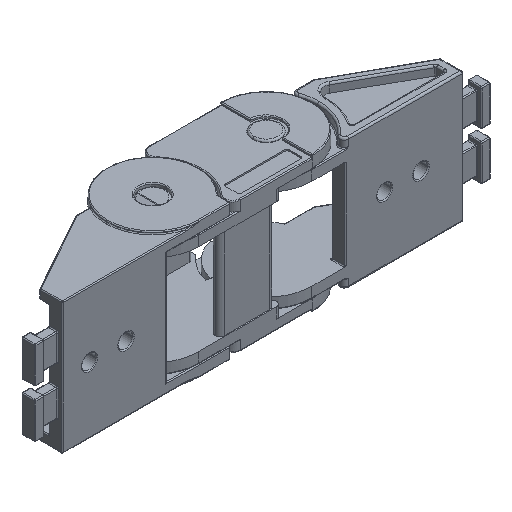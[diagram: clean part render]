
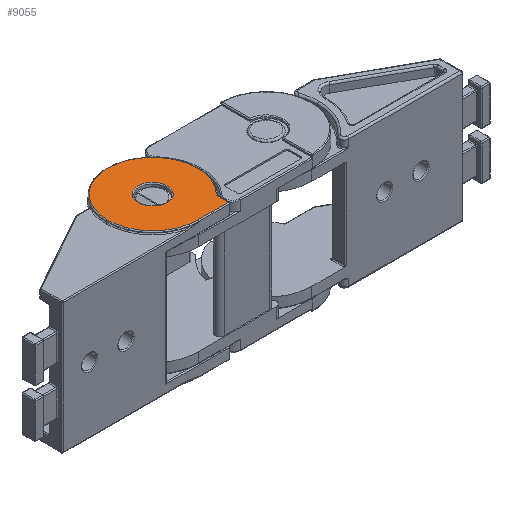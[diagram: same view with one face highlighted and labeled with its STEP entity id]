
A CAD part, isometric view. The second image highlights one B-rep face of the part: STEP entity #9055.
In plain terms, the highlighted planar face has unit normal (0, 0, 1).
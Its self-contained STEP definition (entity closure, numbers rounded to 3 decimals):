
#1 = LINE ( 'NONE', #20073, #1008 ) ;
#772 = ORIENTED_EDGE ( 'NONE', *, *, #20256, .T. ) ;
#1008 = VECTOR ( 'NONE', #15225, 1000. ) ;
#1699 = AXIS2_PLACEMENT_3D ( 'NONE', #20936, #11454, #16351 ) ;
#2290 = EDGE_CURVE ( 'NONE', #12103, #4488, #10981, .T. ) ;
#3157 = CARTESIAN_POINT ( 'NONE',  ( -5.8, -9.9, 7.9 ) ) ;
#3176 = CARTESIAN_POINT ( 'NONE',  ( -15.8, 0., 7.9 ) ) ;
#3230 = DIRECTION ( 'NONE',  ( 1., 0., 0. ) ) ;
#3406 = DIRECTION ( 'NONE',  ( 1., 0., 0. ) ) ;
#3586 = EDGE_LOOP ( 'NONE', ( #14223, #10588, #11192, #8163, #772 ) ) ;
#3624 = FACE_BOUND ( 'NONE', #7277, .T. ) ;
#3670 = EDGE_CURVE ( 'NONE', #20826, #9082, #19051, .T. ) ;
#4082 = AXIS2_PLACEMENT_3D ( 'NONE', #16320, #18009, #8235 ) ;
#4119 = EDGE_CURVE ( 'NONE', #4488, #12103, #11719, .T. ) ;
#4488 = VERTEX_POINT ( 'NONE', #18737 ) ;
#6291 = CARTESIAN_POINT ( 'NONE',  ( -12.6, 0., 7.9 ) ) ;
#6360 = DIRECTION ( 'NONE',  ( 0., 0., -1. ) ) ;
#6634 = PLANE ( 'NONE',  #1699 ) ;
#6881 = CARTESIAN_POINT ( 'NONE',  ( -12.6, 0., 7.9 ) ) ;
#7277 = EDGE_LOOP ( 'NONE', ( #16766, #14427 ) ) ;
#7345 = DIRECTION ( 'NONE',  ( 0., 0., -1. ) ) ;
#8163 = ORIENTED_EDGE ( 'NONE', *, *, #3670, .T. ) ;
#8235 = DIRECTION ( 'NONE',  ( 1., 0., 0. ) ) ;
#8512 = CARTESIAN_POINT ( 'NONE',  ( -22.5, 0., 7.9 ) ) ;
#8813 = AXIS2_PLACEMENT_3D ( 'NONE', #19823, #10120, #15329 ) ;
#8898 = VERTEX_POINT ( 'NONE', #19038 ) ;
#9055 = ADVANCED_FACE ( 'NONE', ( #10709, #3624 ), #6634, .T. ) ;
#9082 = VERTEX_POINT ( 'NONE', #3157 ) ;
#9689 = VERTEX_POINT ( 'NONE', #8512 ) ;
#10120 = DIRECTION ( 'NONE',  ( 0., 0., 1. ) ) ;
#10517 = CARTESIAN_POINT ( 'NONE',  ( -12.6, 0., 7.9 ) ) ;
#10588 = ORIENTED_EDGE ( 'NONE', *, *, #17778, .T. ) ;
#10709 = FACE_OUTER_BOUND ( 'NONE', #3586, .T. ) ;
#10736 = EDGE_CURVE ( 'NONE', #9689, #20826, #14216, .T. ) ;
#10981 = CIRCLE ( 'NONE', #11927, 3.2 ) ;
#11192 = ORIENTED_EDGE ( 'NONE', *, *, #10736, .T. ) ;
#11454 = DIRECTION ( 'NONE',  ( 0., 0., 1. ) ) ;
#11651 = VERTEX_POINT ( 'NONE', #16275 ) ;
#11719 = CIRCLE ( 'NONE', #16972, 3.2 ) ;
#11927 = AXIS2_PLACEMENT_3D ( 'NONE', #10517, #7345, #20227 ) ;
#11993 = DIRECTION ( 'NONE',  ( 1., 0., 0. ) ) ;
#12103 = VERTEX_POINT ( 'NONE', #3176 ) ;
#12177 = CARTESIAN_POINT ( 'NONE',  ( -12.6, -9.9, 7.9 ) ) ;
#13008 = CIRCLE ( 'NONE', #8813, 9.9 ) ;
#13981 = CIRCLE ( 'NONE', #4082, 9.9 ) ;
#14216 = CIRCLE ( 'NONE', #20878, 9.9 ) ;
#14223 = ORIENTED_EDGE ( 'NONE', *, *, #19184, .T. ) ;
#14427 = ORIENTED_EDGE ( 'NONE', *, *, #2290, .T. ) ;
#15225 = DIRECTION ( 'NONE',  ( 0., 1., 0. ) ) ;
#15329 = DIRECTION ( 'NONE',  ( 1., 0., 0. ) ) ;
#16275 = CARTESIAN_POINT ( 'NONE',  ( -2.7, 0., 7.9 ) ) ;
#16320 = CARTESIAN_POINT ( 'NONE',  ( -12.6, 0., 7.9 ) ) ;
#16351 = DIRECTION ( 'NONE',  ( -1., 0., 0. ) ) ;
#16766 = ORIENTED_EDGE ( 'NONE', *, *, #4119, .T. ) ;
#16972 = AXIS2_PLACEMENT_3D ( 'NONE', #6291, #6360, #3230 ) ;
#17282 = VECTOR ( 'NONE', #3406, 1000. ) ;
#17778 = EDGE_CURVE ( 'NONE', #11651, #9689, #13008, .T. ) ;
#18009 = DIRECTION ( 'NONE',  ( 0., 0., 1. ) ) ;
#18418 = DIRECTION ( 'NONE',  ( 0., 0., 1. ) ) ;
#18737 = CARTESIAN_POINT ( 'NONE',  ( -9.4, 0., 7.9 ) ) ;
#19038 = CARTESIAN_POINT ( 'NONE',  ( -5.8, -7.195, 7.9 ) ) ;
#19051 = LINE ( 'NONE', #20963, #17282 ) ;
#19184 = EDGE_CURVE ( 'NONE', #8898, #11651, #13981, .T. ) ;
#19823 = CARTESIAN_POINT ( 'NONE',  ( -12.6, 0., 7.9 ) ) ;
#20073 = CARTESIAN_POINT ( 'NONE',  ( -5.8, 0., 7.9 ) ) ;
#20227 = DIRECTION ( 'NONE',  ( 1., 0., 0. ) ) ;
#20256 = EDGE_CURVE ( 'NONE', #9082, #8898, #1, .T. ) ;
#20826 = VERTEX_POINT ( 'NONE', #12177 ) ;
#20878 = AXIS2_PLACEMENT_3D ( 'NONE', #6881, #18418, #11993 ) ;
#20936 = CARTESIAN_POINT ( 'NONE',  ( -12.6, 0., 7.9 ) ) ;
#20963 = CARTESIAN_POINT ( 'NONE',  ( -12.6, -9.9, 7.9 ) ) ;
